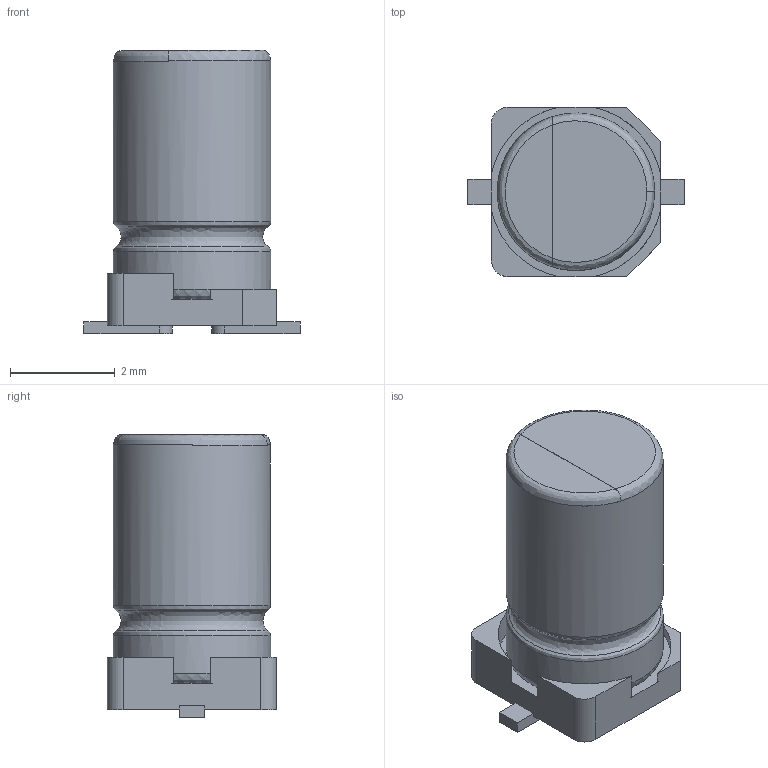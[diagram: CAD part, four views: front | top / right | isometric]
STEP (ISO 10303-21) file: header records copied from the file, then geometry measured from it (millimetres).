
FILE_DESCRIPTION(('FreeCAD Model'),'2;1');
FILE_NAME( 'Cap_SMD_el_4x5.step', '2016-01-06T14:39:27',('Author'),(''), 'Open CASCADE STEP processor 6.8','FreeCAD','Unknown');
FILE_SCHEMA(('AUTOMOTIVE_DESIGN_CC2 { 1 2 10303 214 -1 1 5 4 }'));
Length unit declared in the file: millimetre
Products named in the file (2): ASSEMBLY; Clone_of_c_el_B_D40_L54
Assembly tree (1 placements, depth 2):
  ASSEMBLY
    Clone_of_c_el_B_D40_L54
Bounding box: 4.12 x 3.23 x 5.4 mm (x, y, z)
Volume: 39.1 mm3; surface area: 80.8 mm2
Topology: 1 solids, 1 shells, 45 faces, 120 edges, 78 vertices
Faces by surface type: bspline 45
Entity records: 4758 total; most frequent: CARTESIAN_POINT 2906, B_SPLINE_CURVE_WITH_KNOTS 296, ORIENTED_EDGE 240, PCURVE 240, DEFINITIONAL_REPRESENTATION 240, EDGE_CURVE 120, SURFACE_CURVE 114, VERTEX_POINT 78
